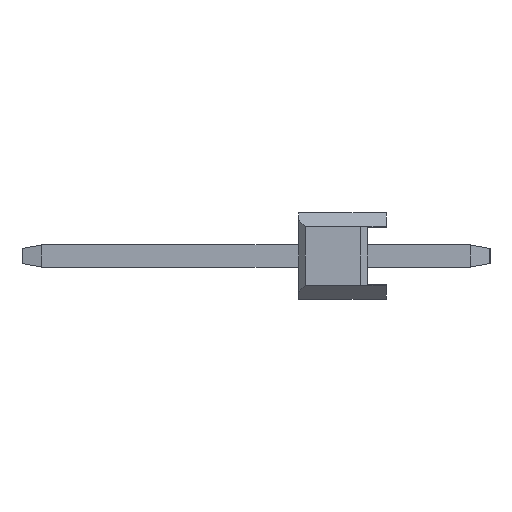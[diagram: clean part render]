
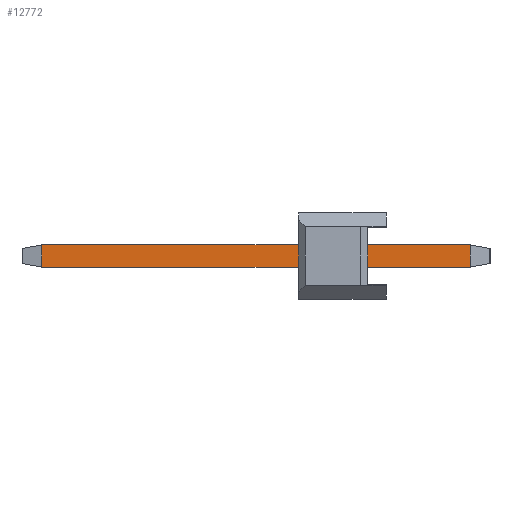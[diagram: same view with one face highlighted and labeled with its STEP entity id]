
A CAD part, left-side view. The second image highlights one B-rep face of the part: STEP entity #12772.
In plain terms, the highlighted planar face has unit normal (-1, 0, 0).
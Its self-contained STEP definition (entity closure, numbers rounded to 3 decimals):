
#151 = DIRECTION ( 'NONE',  ( 0., 0., -1. ) ) ;
#633 = EDGE_CURVE ( 'NONE', #19845, #22169, #20357, .T. ) ;
#1029 = EDGE_CURVE ( 'NONE', #22124, #8147, #9933, .T. ) ;
#2666 = PLANE ( 'NONE',  #3006 ) ;
#3006 = AXIS2_PLACEMENT_3D ( 'NONE', #12928, #23112, #151 ) ;
#3833 = DIRECTION ( 'NONE',  ( 0., 0., -1. ) ) ;
#3891 = ORIENTED_EDGE ( 'NONE', *, *, #26998, .T. ) ;
#5020 = CARTESIAN_POINT ( 'NONE',  ( -0.32, 9.973, 0.32 ) ) ;
#5309 = VECTOR ( 'NONE', #7615, 1000. ) ;
#5406 = ORIENTED_EDGE ( 'NONE', *, *, #633, .T. ) ;
#7425 = ORIENTED_EDGE ( 'NONE', *, *, #1029, .F. ) ;
#7615 = DIRECTION ( 'NONE',  ( 0., -1., 0. ) ) ;
#8147 = VERTEX_POINT ( 'NONE', #25444 ) ;
#8217 = LINE ( 'NONE', #18452, #27488 ) ;
#9847 = VECTOR ( 'NONE', #3833, 1000. ) ;
#9933 = LINE ( 'NONE', #20158, #26742 ) ;
#12772 = ADVANCED_FACE ( 'NONE', ( #25636 ), #2666, .F. ) ;
#12928 = CARTESIAN_POINT ( 'NONE',  ( -0.32, 10.54, 0.32 ) ) ;
#16599 = LINE ( 'NONE', #26776, #9847 ) ;
#18452 = CARTESIAN_POINT ( 'NONE',  ( -0.32, -2.433, 0.32 ) ) ;
#19845 = VERTEX_POINT ( 'NONE', #22581 ) ;
#20158 = CARTESIAN_POINT ( 'NONE',  ( -0.32, 10.54, 0.32 ) ) ;
#20357 = LINE ( 'NONE', #30529, #5309 ) ;
#22124 = VERTEX_POINT ( 'NONE', #5020 ) ;
#22169 = VERTEX_POINT ( 'NONE', #23260 ) ;
#22581 = CARTESIAN_POINT ( 'NONE',  ( -0.32, 9.973, -0.32 ) ) ;
#23112 = DIRECTION ( 'NONE',  ( 1., 0., 0. ) ) ;
#23260 = CARTESIAN_POINT ( 'NONE',  ( -0.32, -2.433, -0.32 ) ) ;
#25096 = ORIENTED_EDGE ( 'NONE', *, *, #27117, .T. ) ;
#25444 = CARTESIAN_POINT ( 'NONE',  ( -0.32, -2.433, 0.32 ) ) ;
#25636 = FACE_OUTER_BOUND ( 'NONE', #26452, .T. ) ;
#26452 = EDGE_LOOP ( 'NONE', ( #5406, #3891, #7425, #25096 ) ) ;
#26742 = VECTOR ( 'NONE', #30326, 1000. ) ;
#26776 = CARTESIAN_POINT ( 'NONE',  ( -0.32, 9.973, -0.32 ) ) ;
#26998 = EDGE_CURVE ( 'NONE', #22169, #8147, #8217, .T. ) ;
#27117 = EDGE_CURVE ( 'NONE', #22124, #19845, #16599, .T. ) ;
#27488 = VECTOR ( 'NONE', #28618, 1000. ) ;
#28618 = DIRECTION ( 'NONE',  ( 0., 0., 1. ) ) ;
#30326 = DIRECTION ( 'NONE',  ( 0., -1., 0. ) ) ;
#30529 = CARTESIAN_POINT ( 'NONE',  ( -0.32, 10.54, -0.32 ) ) ;
